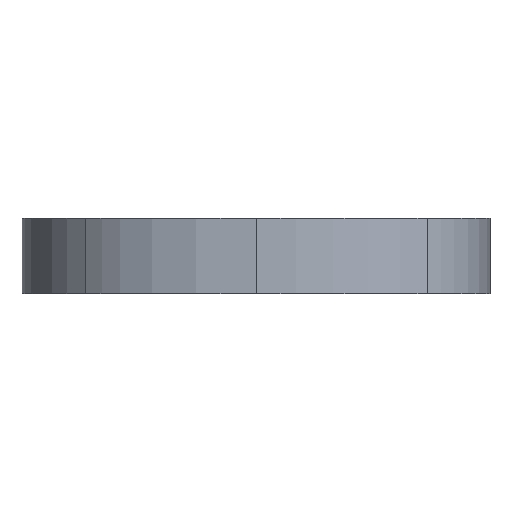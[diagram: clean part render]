
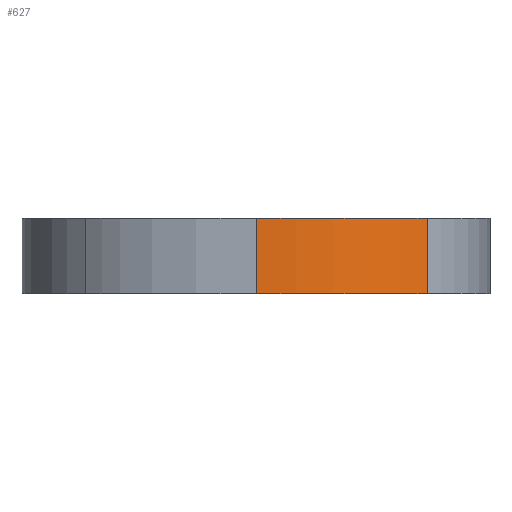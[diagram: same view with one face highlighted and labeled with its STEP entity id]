
A CAD part, front view. The second image highlights one B-rep face of the part: STEP entity #627.
In plain terms, the highlighted free-form (B-spline) face has degree [3, 1] with [4, 2] control points.
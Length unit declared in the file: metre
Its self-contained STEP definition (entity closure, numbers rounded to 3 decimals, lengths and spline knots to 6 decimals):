
#53=LINE('',#1137,#85);
#54=LINE('',#1154,#86);
#85=VECTOR('',#704,1.);
#86=VECTOR('',#705,1.);
#190=ORIENTED_EDGE('',*,*,#360,.T.);
#191=ORIENTED_EDGE('',*,*,#359,.F.);
#192=ORIENTED_EDGE('',*,*,#361,.F.);
#193=ORIENTED_EDGE('',*,*,#362,.T.);
#359=EDGE_CURVE('',#433,#432,#53,.T.);
#360=EDGE_CURVE('',#434,#432,#488,.T.);
#361=EDGE_CURVE('',#435,#433,#489,.T.);
#362=EDGE_CURVE('',#435,#434,#54,.T.);
#432=VERTEX_POINT('',#1132);
#433=VERTEX_POINT('',#1136);
#434=VERTEX_POINT('',#1149);
#435=VERTEX_POINT('',#1153);
#488=B_SPLINE_CURVE_WITH_KNOTS('',2,(#1146,#1147,#1148),.UNSPECIFIED.,.F.,
 .F.,(3,3),(0.,1.),.PIECEWISE_BEZIER_KNOTS.);
#489=B_SPLINE_CURVE_WITH_KNOTS('',2,(#1150,#1151,#1152),.UNSPECIFIED.,.F.,
 .F.,(3,3),(0.,1.),.PIECEWISE_BEZIER_KNOTS.);
#523=EDGE_LOOP('',(#190,#191,#192,#193));
#561=FACE_BOUND('',#523,.T.);
#597=B_SPLINE_SURFACE_WITH_KNOTS('',3,1,((#1138,#1139),(#1140,#1141),(#1142,
#1143),(#1144,#1145)),.SURF_OF_LINEAR_EXTRUSION.,.F.,.F.,.F.,(4,4),(2,2),
(0.,1.),(0.,1.),.PIECEWISE_BEZIER_KNOTS.);
#627=ADVANCED_FACE('',(#561),#597,.F.);
#704=DIRECTION('',(0.,0.,1.));
#705=DIRECTION('',(0.,0.,1.));
#1132=CARTESIAN_POINT('',(0.142239,0.004721,0.0095));
#1136=CARTESIAN_POINT('',(0.142239,0.004721,0.0089));
#1137=CARTESIAN_POINT('',(0.142239,0.004721,0.0089));
#1138=CARTESIAN_POINT('',(0.143603,0.005149,0.0089));
#1139=CARTESIAN_POINT('',(0.143603,0.005149,0.0095));
#1140=CARTESIAN_POINT('',(0.143269,0.004864,0.0089));
#1141=CARTESIAN_POINT('',(0.143269,0.004864,0.0095));
#1142=CARTESIAN_POINT('',(0.142814,0.004721,0.0089));
#1143=CARTESIAN_POINT('',(0.142814,0.004721,0.0095));
#1144=CARTESIAN_POINT('',(0.142239,0.004721,0.0089));
#1145=CARTESIAN_POINT('',(0.142239,0.004721,0.0095));
#1146=CARTESIAN_POINT('',(0.143603,0.005149,0.0095));
#1147=CARTESIAN_POINT('',(0.143102,0.004721,0.0095));
#1148=CARTESIAN_POINT('',(0.142239,0.004721,0.0095));
#1149=CARTESIAN_POINT('',(0.143603,0.005149,0.0095));
#1150=CARTESIAN_POINT('',(0.143603,0.005149,0.0089));
#1151=CARTESIAN_POINT('',(0.143102,0.004721,0.0089));
#1152=CARTESIAN_POINT('',(0.142239,0.004721,0.0089));
#1153=CARTESIAN_POINT('',(0.143603,0.005149,0.0089));
#1154=CARTESIAN_POINT('',(0.143603,0.005149,0.0089));
